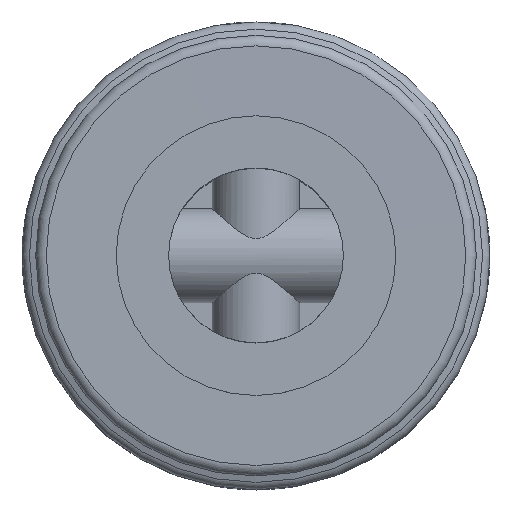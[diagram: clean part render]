
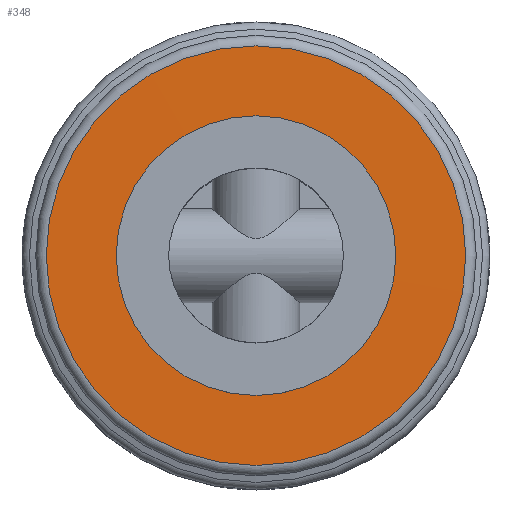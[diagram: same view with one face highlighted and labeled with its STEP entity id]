
A CAD part, top view. The second image highlights one B-rep face of the part: STEP entity #348.
In plain terms, the highlighted conical face has half-angle 89.88 degrees and reference radius 6.35 mm.
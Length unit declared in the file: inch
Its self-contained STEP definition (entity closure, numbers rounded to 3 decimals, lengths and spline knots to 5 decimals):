
#22=CONICAL_SURFACE('',#398,0.25002,1.569);
#57=LINE('',#831,#72);
#72=VECTOR('',#487,0.25002);
#100=FACE_OUTER_BOUND('',#126,.T.);
#126=EDGE_LOOP('',(#315,#316,#317,#318));
#145=CIRCLE('',#396,0.30003);
#147=CIRCLE('',#399,0.2);
#178=VERTEX_POINT('',#825);
#179=VERTEX_POINT('',#829);
#223=EDGE_CURVE('',#178,#178,#145,.T.);
#225=EDGE_CURVE('',#179,#179,#147,.T.);
#226=EDGE_CURVE('',#179,#178,#57,.T.);
#315=ORIENTED_EDGE('',*,*,#225,.F.);
#316=ORIENTED_EDGE('',*,*,#226,.T.);
#317=ORIENTED_EDGE('',*,*,#223,.T.);
#318=ORIENTED_EDGE('',*,*,#226,.F.);
#348=ADVANCED_FACE('',(#100),#22,.T.);
#396=AXIS2_PLACEMENT_3D('',#826,#479,#480);
#398=AXIS2_PLACEMENT_3D('',#828,#483,#484);
#399=AXIS2_PLACEMENT_3D('',#830,#485,#486);
#479=DIRECTION('center_axis',(0.,0.,1.));
#480=DIRECTION('ref_axis',(1.,0.,0.));
#483=DIRECTION('center_axis',(0.,0.,-1.));
#484=DIRECTION('ref_axis',(1.,0.,0.));
#485=DIRECTION('center_axis',(0.,0.,1.));
#486=DIRECTION('ref_axis',(1.,0.,0.));
#487=DIRECTION('',(-1.,0.,-0.002));
#825=CARTESIAN_POINT('',(-0.30003,0.,0.22237));
#826=CARTESIAN_POINT('Origin',(0.,0.,0.22237));
#828=CARTESIAN_POINT('Origin',(0.,0.,0.22248));
#829=CARTESIAN_POINT('',(-0.2,0.,0.22258));
#830=CARTESIAN_POINT('Origin',(0.,0.,0.22258));
#831=CARTESIAN_POINT('',(-0.25002,0.,0.22248));
